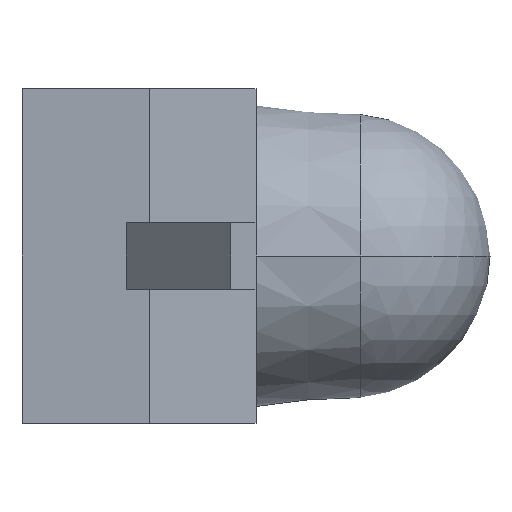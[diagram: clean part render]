
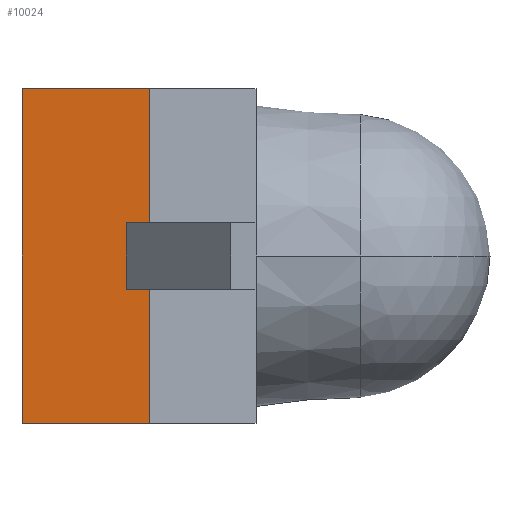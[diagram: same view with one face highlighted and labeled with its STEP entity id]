
A CAD part, left-side view. The second image highlights one B-rep face of the part: STEP entity #10024.
In plain terms, the highlighted planar face has unit normal (-0.998, 0.07, 0).
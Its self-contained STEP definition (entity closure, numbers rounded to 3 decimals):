
#158 = VECTOR ( 'NONE', #2532, 1000. ) ;
#159 = VECTOR ( 'NONE', #2535, 1000. ) ;
#160 = VECTOR ( 'NONE', #2538, 1000. ) ;
#194 = VECTOR ( 'NONE', #2670, 1000. ) ;
#1343 = PLANE ( 'NONE',  #11559 ) ;
#1344 = CARTESIAN_POINT ( 'NONE',  ( -1.587, -4.883, 1. ) ) ;
#1345 = DIRECTION ( 'NONE',  ( -0.998, 0.07, 0. ) ) ;
#1346 = DIRECTION ( 'NONE',  ( -0.07, -0.998, 0. ) ) ;
#2530 = LINE ( 'NONE', #2531, #158 ) ;
#2531 = CARTESIAN_POINT ( 'NONE',  ( -1.25, -0.06, 1. ) ) ;
#2532 = DIRECTION ( 'NONE',  ( 0., 0., -1. ) ) ;
#2533 = LINE ( 'NONE', #2534, #159 ) ;
#2534 = CARTESIAN_POINT ( 'NONE',  ( -1.587, -4.883, -1. ) ) ;
#2535 = DIRECTION ( 'NONE',  ( 0.07, 0.998, 0. ) ) ;
#2536 = LINE ( 'NONE', #2537, #160 ) ;
#2537 = CARTESIAN_POINT ( 'NONE',  ( -1.197, 0.7, 1. ) ) ;
#2538 = DIRECTION ( 'NONE',  ( 0., 0., -1. ) ) ;
#2668 = LINE ( 'NONE', #2669, #194 ) ;
#2669 = CARTESIAN_POINT ( 'NONE',  ( -1.587, -4.883, 1. ) ) ;
#2670 = DIRECTION ( 'NONE',  ( 0.07, 0.998, 0. ) ) ;
#7819 = ORIENTED_EDGE ( 'NONE', *, *, #10182, .F. ) ;
#7822 = ORIENTED_EDGE ( 'NONE', *, *, #10219, .T. ) ;
#7823 = ORIENTED_EDGE ( 'NONE', *, *, #10181, .F. ) ;
#7824 = ORIENTED_EDGE ( 'NONE', *, *, #10183, .T. ) ;
#7982 = VERTEX_POINT ( 'NONE', #8507 ) ;
#7983 = VERTEX_POINT ( 'NONE', #8508 ) ;
#8149 = VERTEX_POINT ( 'NONE', #8635 ) ;
#8150 = VERTEX_POINT ( 'NONE', #8636 ) ;
#8507 = CARTESIAN_POINT ( 'NONE',  ( -1.25, -0.06, 1. ) ) ;
#8508 = CARTESIAN_POINT ( 'NONE',  ( -1.197, 0.7, 1. ) ) ;
#8635 = CARTESIAN_POINT ( 'NONE',  ( -1.25, -0.06, -1. ) ) ;
#8636 = CARTESIAN_POINT ( 'NONE',  ( -1.197, 0.7, -1. ) ) ;
#10024 = ADVANCED_FACE ( 'NONE', ( #11562 ), #1343, .T. ) ;
#10181 = EDGE_CURVE ( 'NONE', #7982, #8149, #2530, .T. ) ;
#10182 = EDGE_CURVE ( 'NONE', #8149, #8150, #2533, .T. ) ;
#10183 = EDGE_CURVE ( 'NONE', #7983, #8150, #2536, .T. ) ;
#10219 = EDGE_CURVE ( 'NONE', #7982, #7983, #2668, .T. ) ;
#11380 = EDGE_LOOP ( 'NONE', ( #7819, #7823, #7822, #7824 ) ) ;
#11559 = AXIS2_PLACEMENT_3D ( 'NONE', #1344, #1345, #1346 ) ;
#11562 = FACE_OUTER_BOUND ( 'NONE', #11380, .T. ) ;
